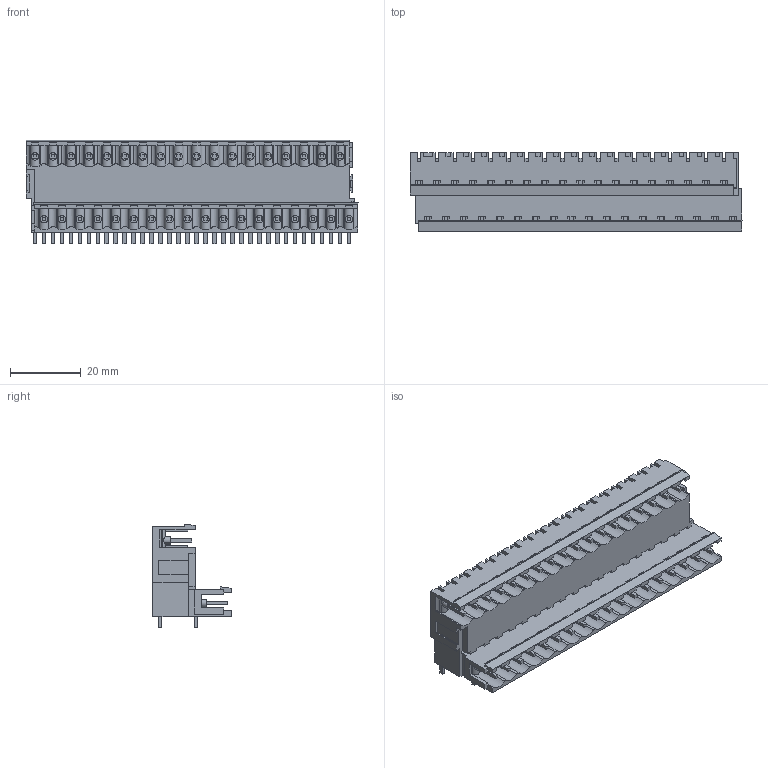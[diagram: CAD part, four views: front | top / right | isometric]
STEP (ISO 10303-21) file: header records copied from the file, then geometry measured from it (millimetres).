
FILE_DESCRIPTION(('CATIA V5R22 STEP214','CAx-IF Rec.Pracs.--- Model Styling and Organization---1.4--- 2014-01-23'),'2;1');
FILE_NAME ('D1454944_1_1725330000_1725330000.stp','2023-03-17T12:52:03+00:00',('none'),('Weidmueller'),'CATIA Version 5-6 Release 2016 SP3 HF44','CATIA V5 STEP AP214','none');
FILE_SCHEMA(('AUTOMOTIVE_DESIGN { 1 0 10303 214 1 1 1 1 }'));
Length unit declared in the file: millimetre
Products named in the file (1): 1725330000
Bounding box: 93.98 x 22.16 x 29.41 mm (x, y, z)
Volume: 21384.1 mm3; surface area: 24463.4 mm2
Topology: 37 solids, 37 shells, 1367 faces, 4407 edges, 3007 vertices
Faces by surface type: plane 1111, cylinder 256
Entity records: 48177 total; most frequent: CARTESIAN_POINT 12132, ORIENTED_EDGE 8814, DIRECTION 5510, EDGE_CURVE 4407, VECTOR 3604, LINE 3604, VERTEX_POINT 3007, EDGE_LOOP 1440
